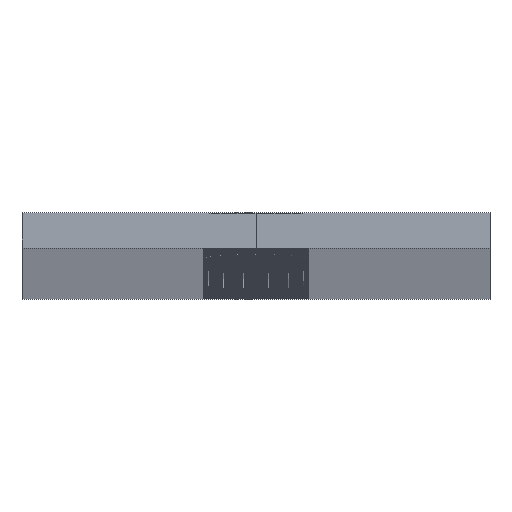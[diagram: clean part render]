
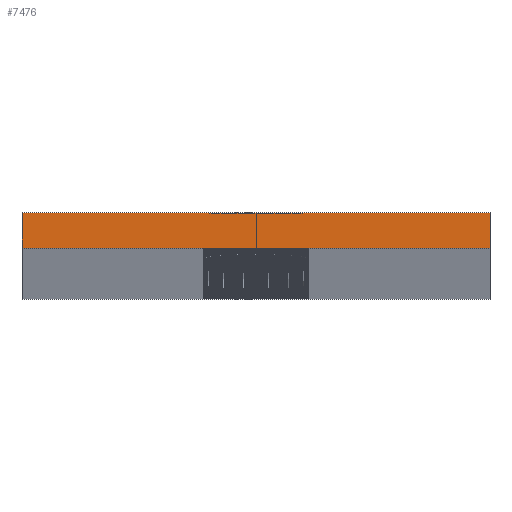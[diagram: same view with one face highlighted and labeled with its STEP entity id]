
A CAD part, top view. The second image highlights one B-rep face of the part: STEP entity #7476.
In plain terms, the highlighted planar face has unit normal (0, 0, 1).
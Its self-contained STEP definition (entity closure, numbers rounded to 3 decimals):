
#136 = CARTESIAN_POINT ( 'NONE',  ( 20., 0., 0. ) ) ;
#477 = DIRECTION ( 'NONE',  ( 0., 0., -1. ) ) ;
#535 = LINE ( 'NONE', #1259, #8309 ) ;
#795 = LINE ( 'NONE', #1469, #8227 ) ;
#1259 = CARTESIAN_POINT ( 'NONE',  ( -20., -3., 0. ) ) ;
#1469 = CARTESIAN_POINT ( 'NONE',  ( 20., 0., 0. ) ) ;
#1668 = CARTESIAN_POINT ( 'NONE',  ( 20., -3., 0. ) ) ;
#1749 = CARTESIAN_POINT ( 'NONE',  ( 0., 0., 0. ) ) ;
#2155 = DIRECTION ( 'NONE',  ( 0., -1., 0. ) ) ;
#2353 = CARTESIAN_POINT ( 'NONE',  ( -20., 0., 0. ) ) ;
#2521 = FACE_OUTER_BOUND ( 'NONE', #8484, .T. ) ;
#2688 = VECTOR ( 'NONE', #4481, 1000. ) ;
#2856 = EDGE_CURVE ( 'NONE', #4676, #4755, #8566, .T. ) ;
#2869 = DIRECTION ( 'NONE',  ( 0., 1., 0. ) ) ;
#2949 = EDGE_CURVE ( 'NONE', #4438, #6298, #535, .T. ) ;
#3151 = PLANE ( 'NONE',  #8373 ) ;
#3546 = LINE ( 'NONE', #6312, #5460 ) ;
#3592 = CARTESIAN_POINT ( 'NONE',  ( -20., -3., 0. ) ) ;
#4106 = ORIENTED_EDGE ( 'NONE', *, *, #2949, .T. ) ;
#4438 = VERTEX_POINT ( 'NONE', #3592 ) ;
#4481 = DIRECTION ( 'NONE',  ( 1., 0., 0. ) ) ;
#4676 = VERTEX_POINT ( 'NONE', #7666 ) ;
#4755 = VERTEX_POINT ( 'NONE', #136 ) ;
#5064 = ORIENTED_EDGE ( 'NONE', *, *, #6684, .F. ) ;
#5460 = VECTOR ( 'NONE', #2869, 1000. ) ;
#5722 = EDGE_CURVE ( 'NONE', #4438, #4676, #3546, .T. ) ;
#5873 = DIRECTION ( 'NONE',  ( -1., 0., 0. ) ) ;
#6027 = DIRECTION ( 'NONE',  ( 1., 0., 0. ) ) ;
#6298 = VERTEX_POINT ( 'NONE', #1668 ) ;
#6312 = CARTESIAN_POINT ( 'NONE',  ( -20., -3., 0. ) ) ;
#6403 = ORIENTED_EDGE ( 'NONE', *, *, #2856, .F. ) ;
#6684 = EDGE_CURVE ( 'NONE', #4755, #6298, #795, .T. ) ;
#7476 = ADVANCED_FACE ( 'NONE', ( #2521 ), #3151, .F. ) ;
#7528 = ORIENTED_EDGE ( 'NONE', *, *, #5722, .F. ) ;
#7666 = CARTESIAN_POINT ( 'NONE',  ( -20., 0., 0. ) ) ;
#8227 = VECTOR ( 'NONE', #2155, 1000. ) ;
#8309 = VECTOR ( 'NONE', #6027, 1000. ) ;
#8373 = AXIS2_PLACEMENT_3D ( 'NONE', #1749, #477, #5873 ) ;
#8484 = EDGE_LOOP ( 'NONE', ( #4106, #5064, #6403, #7528 ) ) ;
#8566 = LINE ( 'NONE', #2353, #2688 ) ;
